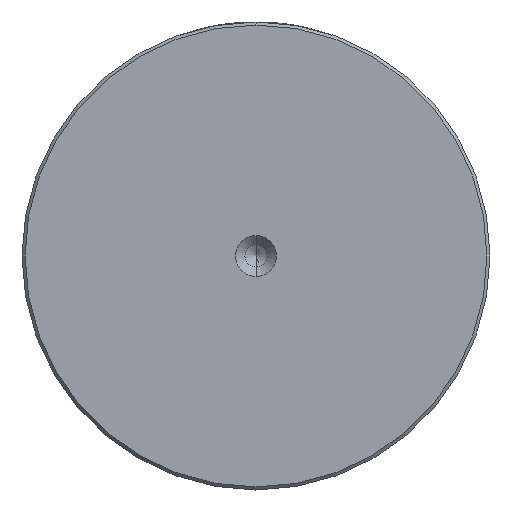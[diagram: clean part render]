
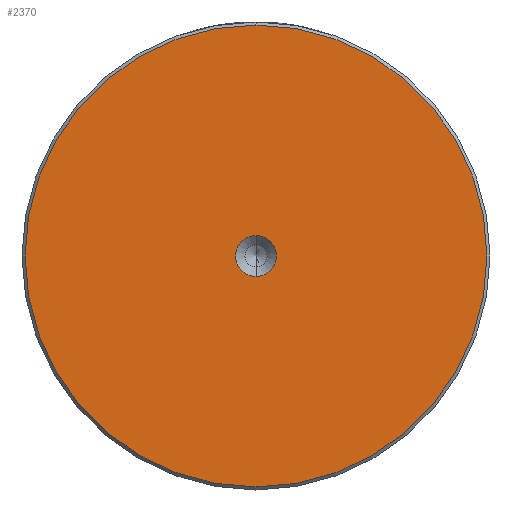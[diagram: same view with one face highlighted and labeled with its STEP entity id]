
A CAD part, left-side view. The second image highlights one B-rep face of the part: STEP entity #2370.
In plain terms, the highlighted planar face has unit normal (-1, 0, 0).
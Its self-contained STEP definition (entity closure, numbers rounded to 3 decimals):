
#238 = VERTEX_POINT ( 'NONE', #1049 ) ;
#334 = CARTESIAN_POINT ( 'NONE',  ( 0., 0., -37.5 ) ) ;
#431 = DIRECTION ( 'NONE',  ( -1., 0., 0. ) ) ;
#440 = VERTEX_POINT ( 'NONE', #2800 ) ;
#508 = VERTEX_POINT ( 'NONE', #334 ) ;
#549 = DIRECTION ( 'NONE',  ( -1., 0., 0. ) ) ;
#584 = CARTESIAN_POINT ( 'NONE',  ( 0., 0., 0. ) ) ;
#629 = EDGE_LOOP ( 'NONE', ( #665, #2900 ) ) ;
#665 = ORIENTED_EDGE ( 'NONE', *, *, #2666, .F. ) ;
#746 = CARTESIAN_POINT ( 'NONE',  ( 0., 0., 3.3 ) ) ;
#757 = CARTESIAN_POINT ( 'NONE',  ( 0., 0., 0. ) ) ;
#793 = EDGE_LOOP ( 'NONE', ( #2185, #1632 ) ) ;
#803 = DIRECTION ( 'NONE',  ( 0., 0., 1. ) ) ;
#849 = VERTEX_POINT ( 'NONE', #746 ) ;
#882 = EDGE_CURVE ( 'NONE', #440, #508, #1737, .T. ) ;
#992 = EDGE_CURVE ( 'NONE', #508, #440, #1199, .T. ) ;
#1049 = CARTESIAN_POINT ( 'NONE',  ( 0., 0., -3.3 ) ) ;
#1092 = DIRECTION ( 'NONE',  ( -1., 0., 0. ) ) ;
#1198 = DIRECTION ( 'NONE',  ( -1., 0., 0. ) ) ;
#1199 = CIRCLE ( 'NONE', #2662, 37.5 ) ;
#1263 = CIRCLE ( 'NONE', #2084, 3.3 ) ;
#1632 = ORIENTED_EDGE ( 'NONE', *, *, #882, .T. ) ;
#1733 = AXIS2_PLACEMENT_3D ( 'NONE', #757, #1198, #2777 ) ;
#1737 = CIRCLE ( 'NONE', #2347, 37.5 ) ;
#1777 = CARTESIAN_POINT ( 'NONE',  ( 0., 0., 0. ) ) ;
#1872 = PLANE ( 'NONE',  #1733 ) ;
#1887 = CARTESIAN_POINT ( 'NONE',  ( 0., 0., 0. ) ) ;
#1892 = FACE_BOUND ( 'NONE', #629, .T. ) ;
#2000 = DIRECTION ( 'NONE',  ( 0., 0., 1. ) ) ;
#2084 = AXIS2_PLACEMENT_3D ( 'NONE', #2442, #1092, #2678 ) ;
#2109 = DIRECTION ( 'NONE',  ( 0., 0., 1. ) ) ;
#2143 = DIRECTION ( 'NONE',  ( -1., 0., 0. ) ) ;
#2185 = ORIENTED_EDGE ( 'NONE', *, *, #992, .T. ) ;
#2206 = EDGE_CURVE ( 'NONE', #238, #849, #1263, .T. ) ;
#2271 = AXIS2_PLACEMENT_3D ( 'NONE', #1777, #431, #2000 ) ;
#2347 = AXIS2_PLACEMENT_3D ( 'NONE', #1887, #549, #2109 ) ;
#2370 = ADVANCED_FACE ( 'NONE', ( #2563, #1892 ), #1872, .T. ) ;
#2442 = CARTESIAN_POINT ( 'NONE',  ( 0., 0., 0. ) ) ;
#2515 = CIRCLE ( 'NONE', #2271, 3.3 ) ;
#2563 = FACE_OUTER_BOUND ( 'NONE', #793, .T. ) ;
#2662 = AXIS2_PLACEMENT_3D ( 'NONE', #584, #2143, #803 ) ;
#2666 = EDGE_CURVE ( 'NONE', #849, #238, #2515, .T. ) ;
#2678 = DIRECTION ( 'NONE',  ( 0., 0., 1. ) ) ;
#2777 = DIRECTION ( 'NONE',  ( 0., 0., 1. ) ) ;
#2800 = CARTESIAN_POINT ( 'NONE',  ( 0., 0., 37.5 ) ) ;
#2900 = ORIENTED_EDGE ( 'NONE', *, *, #2206, .F. ) ;
